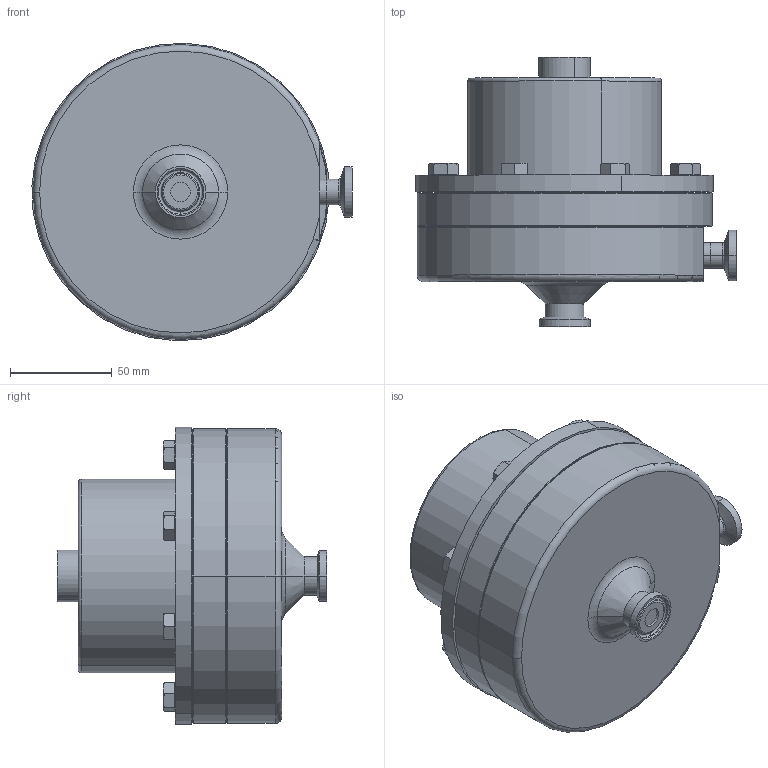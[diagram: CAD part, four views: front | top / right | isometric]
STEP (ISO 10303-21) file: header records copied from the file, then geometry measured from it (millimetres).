
FILE_DESCRIPTION (( 'STEP AP203' ), '1' );
FILE_NAME ('95A-050-6L.STEP', '2023-03-21T16:26:34', ( '' ), ( '' ), 'SwSTEP 2.0', 'SolidWorks 2022', '' );
FILE_SCHEMA (( 'CONFIG_CONTROL_DESIGN' ));
Length unit declared in the file: inch
Products named in the file (1): 95A-050-6L
Bounding box: 157.16 x 132.21 x 145.91 mm (x, y, z)
Volume: 1217333.2 mm3; surface area: 102755.8 mm2
Topology: 1 solids, 2 shells, 285 faces, 633 edges, 373 vertices
Faces by surface type: plane 122, cylinder 80, cone 69, torus 14
Entity records: 8328 total; most frequent: CARTESIAN_POINT 1882, DIRECTION 1391, ORIENTED_EDGE 1266, EDGE_CURVE 633, AXIS2_PLACEMENT_3D 572, VERTEX_POINT 373, EDGE_LOOP 338, CIRCLE 286
